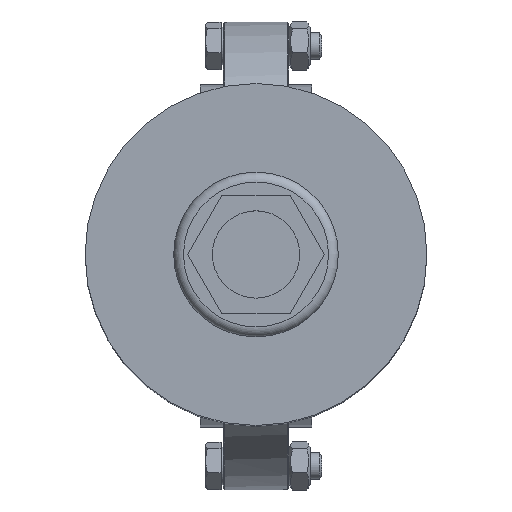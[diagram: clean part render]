
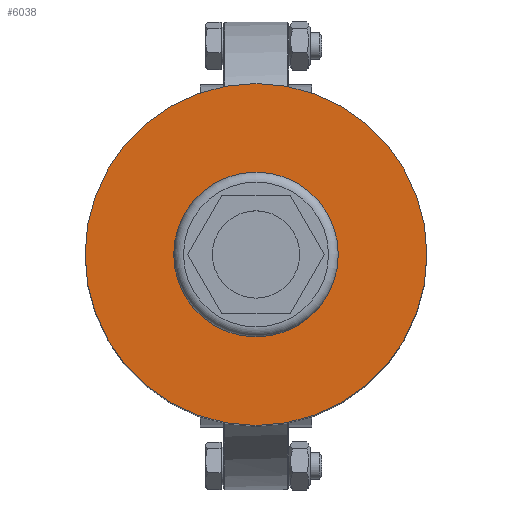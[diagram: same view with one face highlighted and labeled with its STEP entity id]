
A CAD part, top view. The second image highlights one B-rep face of the part: STEP entity #6038.
In plain terms, the highlighted planar face has unit normal (0, 0, 1).
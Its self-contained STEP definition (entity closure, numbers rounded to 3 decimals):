
#6011=CARTESIAN_POINT('',(0.0,0.0,262.));
#6012=DIRECTION('',(0.0,0.0,-1.0));
#6013=DIRECTION('',(1.0,0.0,0.0));
#6014=AXIS2_PLACEMENT_3D('',#6011,#6012,#6013);
#6015=PLANE('',#6014);
#6016=CARTESIAN_POINT('',(-51.9,0.,262.));
#6017=VERTEX_POINT('',#6016);
#6018=CARTESIAN_POINT('',(0.0,0.0,262.));
#6019=DIRECTION('',(0.0,0.0,-1.0));
#6020=DIRECTION('',(1.0,0.0,0.0));
#6021=AXIS2_PLACEMENT_3D('',#6018,#6019,#6020);
#6022=CIRCLE('',#6021,51.9);
#6023=EDGE_CURVE('',#6017,#6017,#6022,.T.);
#6024=ORIENTED_EDGE('',*,*,#6023,.F.);
#6025=EDGE_LOOP('',(#6024));
#6026=FACE_OUTER_BOUND('',#6025,.T.);
#6027=CARTESIAN_POINT('',(0.0,-25.,262.));
#6028=VERTEX_POINT('',#6027);
#6029=CARTESIAN_POINT('',(0.0,0.,262.));
#6030=DIRECTION('',(0.0,0.0,-1.0));
#6031=DIRECTION('',(0.0,-1.0,0.0));
#6032=AXIS2_PLACEMENT_3D('',#6029,#6030,#6031);
#6033=CIRCLE('',#6032,25.0);
#6034=EDGE_CURVE('',#6028,#6028,#6033,.T.);
#6035=ORIENTED_EDGE('',*,*,#6034,.T.);
#6036=EDGE_LOOP('',(#6035));
#6037=FACE_BOUND('',#6036,.T.);
#6038=ADVANCED_FACE('',(#6026,#6037),#6015,.F.);
